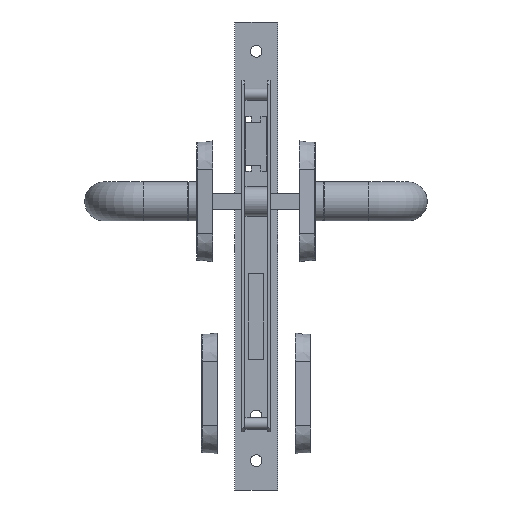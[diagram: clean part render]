
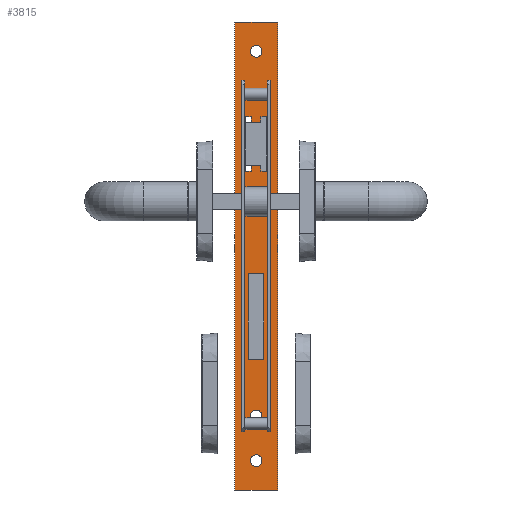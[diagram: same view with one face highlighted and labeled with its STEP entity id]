
A CAD part, left-side view. The second image highlights one B-rep face of the part: STEP entity #3815.
In plain terms, the highlighted face is planar.
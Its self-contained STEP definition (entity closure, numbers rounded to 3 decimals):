
#164=FACE_BOUND('',#725,.T.);
#165=FACE_BOUND('',#726,.T.);
#166=FACE_BOUND('',#727,.T.);
#167=FACE_BOUND('',#728,.T.);
#168=FACE_BOUND('',#729,.T.);
#275=PLANE('',#4383);
#475=FACE_OUTER_BOUND('',#724,.T.);
#724=EDGE_LOOP('',(#3270,#3271,#3272,#3273));
#725=EDGE_LOOP('',(#3274));
#726=EDGE_LOOP('',(#3275));
#727=EDGE_LOOP('',(#3276));
#728=EDGE_LOOP('',(#3277,#3278,#3279,#3280));
#729=EDGE_LOOP('',(#3281,#3282,#3283,#3284,#3285,#3286,#3287,#3288,#3289,
#3290,#3291,#3292));
#1004=LINE('',#6408,#1362);
#1008=LINE('',#6416,#1366);
#1011=LINE('',#6422,#1369);
#1014=LINE('',#6427,#1372);
#1016=LINE('',#6432,#1374);
#1020=LINE('',#6440,#1378);
#1023=LINE('',#6446,#1381);
#1026=LINE('',#6452,#1384);
#1029=LINE('',#6458,#1387);
#1032=LINE('',#6464,#1390);
#1035=LINE('',#6470,#1393);
#1038=LINE('',#6476,#1396);
#1041=LINE('',#6482,#1399);
#1044=LINE('',#6488,#1402);
#1047=LINE('',#6494,#1405);
#1050=LINE('',#6499,#1408);
#1055=LINE('',#6509,#1413);
#1060=LINE('',#6519,#1418);
#1061=LINE('',#6522,#1419);
#1062=LINE('',#6523,#1420);
#1362=VECTOR('',#5215,10.);
#1366=VECTOR('',#5221,10.);
#1369=VECTOR('',#5226,10.);
#1372=VECTOR('',#5231,10.);
#1374=VECTOR('',#5235,10.);
#1378=VECTOR('',#5241,10.);
#1381=VECTOR('',#5246,10.);
#1384=VECTOR('',#5251,10.);
#1387=VECTOR('',#5256,10.);
#1390=VECTOR('',#5261,10.);
#1393=VECTOR('',#5266,10.);
#1396=VECTOR('',#5271,10.);
#1399=VECTOR('',#5276,10.);
#1402=VECTOR('',#5281,10.);
#1405=VECTOR('',#5286,10.);
#1408=VECTOR('',#5291,10.);
#1413=VECTOR('',#5298,10.);
#1418=VECTOR('',#5307,10.);
#1419=VECTOR('',#5310,10.);
#1420=VECTOR('',#5311,10.);
#1656=CIRCLE('',#4353,3.);
#1659=CIRCLE('',#4358,3.);
#1662=CIRCLE('',#4363,3.);
#1891=VERTEX_POINT('',#6382);
#1894=VERTEX_POINT('',#6392);
#1897=VERTEX_POINT('',#6402);
#1898=VERTEX_POINT('',#6406);
#1899=VERTEX_POINT('',#6407);
#1902=VERTEX_POINT('',#6415);
#1904=VERTEX_POINT('',#6421);
#1906=VERTEX_POINT('',#6430);
#1907=VERTEX_POINT('',#6431);
#1910=VERTEX_POINT('',#6439);
#1912=VERTEX_POINT('',#6445);
#1914=VERTEX_POINT('',#6451);
#1916=VERTEX_POINT('',#6457);
#1918=VERTEX_POINT('',#6463);
#1920=VERTEX_POINT('',#6469);
#1922=VERTEX_POINT('',#6475);
#1924=VERTEX_POINT('',#6481);
#1926=VERTEX_POINT('',#6487);
#1928=VERTEX_POINT('',#6493);
#1930=VERTEX_POINT('',#6502);
#1933=VERTEX_POINT('',#6507);
#1936=VERTEX_POINT('',#6517);
#1937=VERTEX_POINT('',#6521);
#2338=EDGE_CURVE('',#1891,#1891,#1656,.T.);
#2343=EDGE_CURVE('',#1894,#1894,#1659,.T.);
#2348=EDGE_CURVE('',#1897,#1897,#1662,.T.);
#2349=EDGE_CURVE('',#1898,#1899,#1004,.T.);
#2353=EDGE_CURVE('',#1899,#1902,#1008,.T.);
#2356=EDGE_CURVE('',#1902,#1904,#1011,.T.);
#2359=EDGE_CURVE('',#1904,#1898,#1014,.T.);
#2361=EDGE_CURVE('',#1906,#1907,#1016,.T.);
#2365=EDGE_CURVE('',#1907,#1910,#1020,.T.);
#2368=EDGE_CURVE('',#1910,#1912,#1023,.T.);
#2371=EDGE_CURVE('',#1912,#1914,#1026,.T.);
#2374=EDGE_CURVE('',#1914,#1916,#1029,.T.);
#2377=EDGE_CURVE('',#1916,#1918,#1032,.T.);
#2380=EDGE_CURVE('',#1918,#1920,#1035,.T.);
#2383=EDGE_CURVE('',#1920,#1922,#1038,.T.);
#2386=EDGE_CURVE('',#1922,#1924,#1041,.T.);
#2389=EDGE_CURVE('',#1924,#1926,#1044,.T.);
#2392=EDGE_CURVE('',#1926,#1928,#1047,.T.);
#2395=EDGE_CURVE('',#1928,#1906,#1050,.T.);
#2400=EDGE_CURVE('',#1933,#1930,#1055,.T.);
#2405=EDGE_CURVE('',#1933,#1936,#1060,.T.);
#2406=EDGE_CURVE('',#1937,#1936,#1061,.T.);
#2407=EDGE_CURVE('',#1930,#1937,#1062,.T.);
#3270=ORIENTED_EDGE('',*,*,#2405,.T.);
#3271=ORIENTED_EDGE('',*,*,#2406,.F.);
#3272=ORIENTED_EDGE('',*,*,#2407,.F.);
#3273=ORIENTED_EDGE('',*,*,#2400,.F.);
#3274=ORIENTED_EDGE('',*,*,#2338,.T.);
#3275=ORIENTED_EDGE('',*,*,#2343,.T.);
#3276=ORIENTED_EDGE('',*,*,#2348,.T.);
#3277=ORIENTED_EDGE('',*,*,#2356,.T.);
#3278=ORIENTED_EDGE('',*,*,#2359,.T.);
#3279=ORIENTED_EDGE('',*,*,#2349,.T.);
#3280=ORIENTED_EDGE('',*,*,#2353,.T.);
#3281=ORIENTED_EDGE('',*,*,#2380,.T.);
#3282=ORIENTED_EDGE('',*,*,#2383,.T.);
#3283=ORIENTED_EDGE('',*,*,#2386,.T.);
#3284=ORIENTED_EDGE('',*,*,#2389,.T.);
#3285=ORIENTED_EDGE('',*,*,#2392,.T.);
#3286=ORIENTED_EDGE('',*,*,#2395,.T.);
#3287=ORIENTED_EDGE('',*,*,#2361,.T.);
#3288=ORIENTED_EDGE('',*,*,#2365,.T.);
#3289=ORIENTED_EDGE('',*,*,#2368,.T.);
#3290=ORIENTED_EDGE('',*,*,#2371,.T.);
#3291=ORIENTED_EDGE('',*,*,#2374,.T.);
#3292=ORIENTED_EDGE('',*,*,#2377,.T.);
#3815=ADVANCED_FACE('',(#475,#164,#165,#166,#167,#168),#275,.T.);
#4353=AXIS2_PLACEMENT_3D('',#6384,#5187,#5188);
#4358=AXIS2_PLACEMENT_3D('',#6394,#5199,#5200);
#4363=AXIS2_PLACEMENT_3D('',#6404,#5211,#5212);
#4383=AXIS2_PLACEMENT_3D('',#6520,#5308,#5309);
#5187=DIRECTION('center_axis',(0.,-1.,0.));
#5188=DIRECTION('ref_axis',(-1.,0.,0.));
#5199=DIRECTION('center_axis',(0.,-1.,0.));
#5200=DIRECTION('ref_axis',(-1.,0.,0.));
#5211=DIRECTION('center_axis',(0.,-1.,0.));
#5212=DIRECTION('ref_axis',(-1.,0.,0.));
#5215=DIRECTION('',(1.,0.,0.));
#5221=DIRECTION('',(0.,0.,1.));
#5226=DIRECTION('',(-1.,0.,0.));
#5231=DIRECTION('',(0.,0.,-1.));
#5235=DIRECTION('',(0.,0.,-1.));
#5241=DIRECTION('',(1.,0.,0.));
#5246=DIRECTION('',(0.,0.,1.));
#5251=DIRECTION('',(1.,0.,0.));
#5256=DIRECTION('',(0.,0.,-1.));
#5261=DIRECTION('',(1.,0.,0.));
#5266=DIRECTION('',(0.,0.,1.));
#5271=DIRECTION('',(-1.,0.,0.));
#5276=DIRECTION('',(0.,0.,-1.));
#5281=DIRECTION('',(-1.,0.,0.));
#5286=DIRECTION('',(0.,0.,1.));
#5291=DIRECTION('',(-1.,0.,0.));
#5298=DIRECTION('',(0.,0.,-1.));
#5307=DIRECTION('',(1.,0.,0.));
#5308=DIRECTION('center_axis',(0.,1.,0.));
#5309=DIRECTION('ref_axis',(0.,0.,1.));
#5310=DIRECTION('',(0.,0.,1.));
#5311=DIRECTION('',(1.,0.,0.));
#6382=CARTESIAN_POINT('',(3.,2.5,-82.));
#6384=CARTESIAN_POINT('Origin',(0.,2.5,-82.));
#6392=CARTESIAN_POINT('',(3.,2.5,-105.));
#6394=CARTESIAN_POINT('Origin',(0.,2.5,-105.));
#6402=CARTESIAN_POINT('',(3.,2.5,105.));
#6404=CARTESIAN_POINT('Origin',(0.,2.5,105.));
#6406=CARTESIAN_POINT('',(-4.,2.5,-53.));
#6407=CARTESIAN_POINT('',(4.,2.5,-53.));
#6408=CARTESIAN_POINT('',(2.,2.5,-53.));
#6415=CARTESIAN_POINT('',(4.,2.5,-9.));
#6416=CARTESIAN_POINT('',(4.,2.5,-64.5));
#6421=CARTESIAN_POINT('',(-4.,2.5,-9.));
#6422=CARTESIAN_POINT('',(-2.,2.5,-9.));
#6427=CARTESIAN_POINT('',(-4.,2.5,-86.5));
#6430=CARTESIAN_POINT('',(-5.5,2.5,71.5));
#6431=CARTESIAN_POINT('',(-5.5,2.5,43.5));
#6432=CARTESIAN_POINT('',(-5.5,2.5,-38.25));
#6439=CARTESIAN_POINT('',(-2.5,2.5,43.5));
#6440=CARTESIAN_POINT('',(-1.25,2.5,43.5));
#6445=CARTESIAN_POINT('',(-2.5,2.5,46.5));
#6446=CARTESIAN_POINT('',(-2.5,2.5,-36.75));
#6451=CARTESIAN_POINT('',(2.5,2.5,46.5));
#6452=CARTESIAN_POINT('',(1.25,2.5,46.5));
#6457=CARTESIAN_POINT('',(2.5,2.5,43.5));
#6458=CARTESIAN_POINT('',(2.5,2.5,-38.25));
#6463=CARTESIAN_POINT('',(5.5,2.5,43.5));
#6464=CARTESIAN_POINT('',(2.75,2.5,43.5));
#6469=CARTESIAN_POINT('',(5.5,2.5,71.5));
#6470=CARTESIAN_POINT('',(5.5,2.5,-24.25));
#6475=CARTESIAN_POINT('',(2.5,2.5,71.5));
#6476=CARTESIAN_POINT('',(1.25,2.5,71.5));
#6481=CARTESIAN_POINT('',(2.5,2.5,68.5));
#6482=CARTESIAN_POINT('',(2.5,2.5,-25.75));
#6487=CARTESIAN_POINT('',(-2.5,2.5,68.5));
#6488=CARTESIAN_POINT('',(-1.25,2.5,68.5));
#6493=CARTESIAN_POINT('',(-2.5,2.5,71.5));
#6494=CARTESIAN_POINT('',(-2.5,2.5,-24.25));
#6499=CARTESIAN_POINT('',(-2.75,2.5,71.5));
#6502=CARTESIAN_POINT('',(-11.,2.5,-120.));
#6507=CARTESIAN_POINT('',(-11.,2.5,120.));
#6509=CARTESIAN_POINT('',(-11.,2.5,-120.));
#6517=CARTESIAN_POINT('',(11.,2.5,120.));
#6519=CARTESIAN_POINT('',(0.,2.5,120.));
#6520=CARTESIAN_POINT('Origin',(0.,2.5,-120.));
#6521=CARTESIAN_POINT('',(11.,2.5,-120.));
#6522=CARTESIAN_POINT('',(11.,2.5,-120.));
#6523=CARTESIAN_POINT('',(0.,2.5,-120.));
